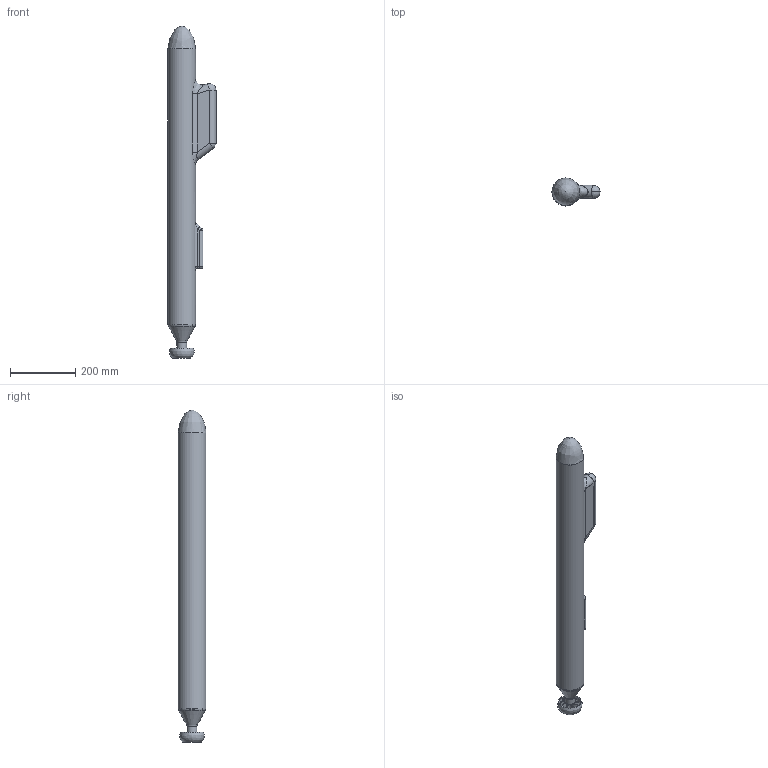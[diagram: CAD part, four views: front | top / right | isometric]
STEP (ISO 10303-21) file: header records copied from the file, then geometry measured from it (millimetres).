
FILE_DESCRIPTION(('FreeCAD Model'),'2;1');
FILE_NAME('Open CASCADE Shape Model','2025-04-26T04:26:26',('FreeCAD'),( 'FreeCAD'),'Open CASCADE STEP processor 7.6','FreeCAD','Unknown');
FILE_SCHEMA(('AUTOMOTIVE_DESIGN { 1 0 10303 214 1 1 1 1 }'));
Length unit declared in the file: millimetre
Products named in the file (1): Open CASCADE STEP translator 7.6 1
Bounding box: 147.5 x 85 x 1020 mm (x, y, z)
Volume: 306979.7 mm3; surface area: 590791.8 mm2
Topology: 2 solids, 2 shells, 246 faces, 653 edges, 369 vertices
Faces by surface type: torus 78, cylinder 69, plane 45, bspline 42, sphere 10, cone 2
Full cylindrical faces by diameter (mm): 28 x1, 30 x1, 83 x1, 85 x1
Entity records: 11469 total; most frequent: CARTESIAN_POINT 5678, ORIENTED_EDGE 1252, DIRECTION 1231, EDGE_CURVE 626, AXIS2_PLACEMENT_3D 547, VERTEX_POINT 369, CIRCLE 330, FACE_BOUND 251
